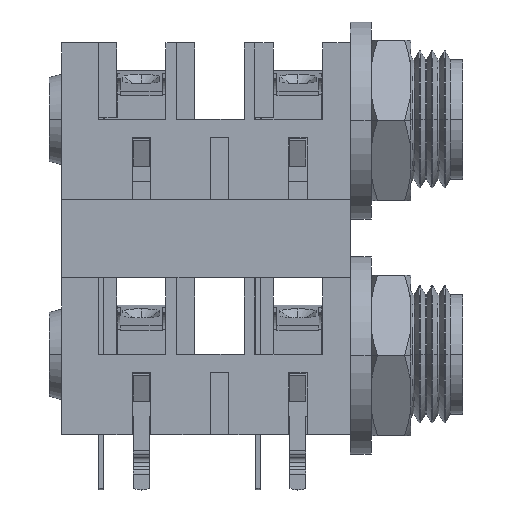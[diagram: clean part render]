
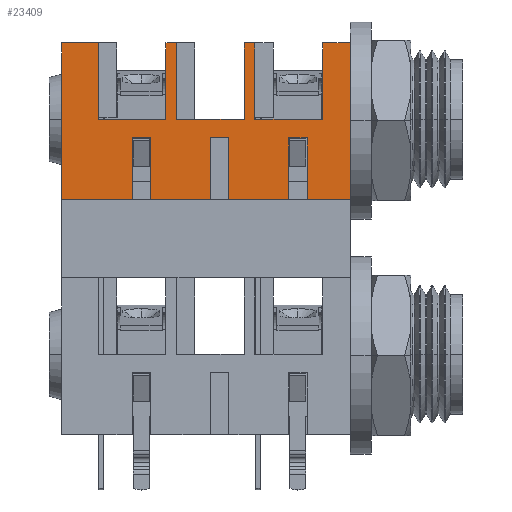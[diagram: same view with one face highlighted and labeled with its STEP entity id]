
A CAD part, front view. The second image highlights one B-rep face of the part: STEP entity #23409.
In plain terms, the highlighted planar face has unit normal (0, -1, 0).
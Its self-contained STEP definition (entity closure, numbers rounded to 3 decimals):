
#18198=CARTESIAN_POINT('',(342.64,126.922,15.825));
#18199=VERTEX_POINT('',#18198);
#18206=CARTESIAN_POINT('',(342.64,126.922,3.125));
#18207=VERTEX_POINT('',#18206);
#18208=CARTESIAN_POINT('',(342.64,126.922,3.125));
#18209=DIRECTION('',(0.0,0.0,1.0));
#18210=VECTOR('',#18209,12.7);
#18211=LINE('',#18208,#18210);
#18212=EDGE_CURVE('',#18207,#18199,#18211,.T.);
#18417=CARTESIAN_POINT('',(334.04,126.922,9.625));
#18418=VERTEX_POINT('',#18417);
#18425=CARTESIAN_POINT('',(334.04,126.922,15.825));
#18426=VERTEX_POINT('',#18425);
#18427=CARTESIAN_POINT('',(334.04,126.922,15.825));
#18428=DIRECTION('',(0.0,0.0,-1.0));
#18429=VECTOR('',#18428,6.2);
#18430=LINE('',#18427,#18429);
#18431=EDGE_CURVE('',#18426,#18418,#18430,.T.);
#18640=CARTESIAN_POINT('',(327.69,126.922,9.625));
#18641=VERTEX_POINT('',#18640);
#18648=CARTESIAN_POINT('',(327.69,126.922,15.825));
#18649=VERTEX_POINT('',#18648);
#18650=CARTESIAN_POINT('',(327.69,126.922,15.825));
#18651=DIRECTION('',(0.0,0.0,-1.0));
#18652=VECTOR('',#18651,6.2);
#18653=LINE('',#18650,#18652);
#18654=EDGE_CURVE('',#18649,#18641,#18653,.T.);
#18869=CARTESIAN_POINT('',(340.39,126.922,9.625));
#18870=VERTEX_POINT('',#18869);
#18877=CARTESIAN_POINT('',(340.39,126.922,15.825));
#18878=VERTEX_POINT('',#18877);
#18879=CARTESIAN_POINT('',(340.39,126.922,15.825));
#18880=DIRECTION('',(0.0,0.0,-1.0));
#18881=VECTOR('',#18880,6.2);
#18882=LINE('',#18879,#18881);
#18883=EDGE_CURVE('',#18878,#18870,#18882,.T.);
#20711=CARTESIAN_POINT('',(328.54,126.922,9.625));
#20712=VERTEX_POINT('',#20711);
#20719=CARTESIAN_POINT('',(334.04,126.922,9.625));
#20720=DIRECTION('',(-1.0,0.0,0.0));
#20721=VECTOR('',#20720,5.5);
#20722=LINE('',#20719,#20721);
#20723=EDGE_CURVE('',#18418,#20712,#20722,.T.);
#20775=CARTESIAN_POINT('',(322.19,126.922,9.625));
#20776=VERTEX_POINT('',#20775);
#20783=CARTESIAN_POINT('',(327.69,126.922,9.625));
#20784=DIRECTION('',(-1.0,0.0,0.0));
#20785=VECTOR('',#20784,5.5);
#20786=LINE('',#20783,#20785);
#20787=EDGE_CURVE('',#18641,#20776,#20786,.T.);
#20839=CARTESIAN_POINT('',(334.89,126.922,9.625));
#20840=VERTEX_POINT('',#20839);
#20847=CARTESIAN_POINT('',(340.39,126.922,9.625));
#20848=DIRECTION('',(-1.0,0.0,0.0));
#20849=VECTOR('',#20848,5.5);
#20850=LINE('',#20847,#20849);
#20851=EDGE_CURVE('',#18870,#20840,#20850,.T.);
#21124=CARTESIAN_POINT('',(339.14,126.922,3.125));
#21125=VERTEX_POINT('',#21124);
#21126=CARTESIAN_POINT('',(342.64,126.922,3.125));
#21127=DIRECTION('',(-1.0,0.0,0.0));
#21128=VECTOR('',#21127,3.5);
#21129=LINE('',#21126,#21128);
#21130=EDGE_CURVE('',#18207,#21125,#21129,.T.);
#21148=CARTESIAN_POINT('',(337.64,126.922,3.125));
#21149=VERTEX_POINT('',#21148);
#21156=CARTESIAN_POINT('',(332.79,126.922,3.125));
#21157=VERTEX_POINT('',#21156);
#21158=CARTESIAN_POINT('',(337.64,126.922,3.125));
#21159=DIRECTION('',(-1.0,0.0,0.0));
#21160=VECTOR('',#21159,4.85);
#21161=LINE('',#21158,#21160);
#21162=EDGE_CURVE('',#21149,#21157,#21161,.T.);
#21180=CARTESIAN_POINT('',(331.29,126.922,3.125));
#21181=VERTEX_POINT('',#21180);
#21188=CARTESIAN_POINT('',(326.44,126.922,3.125));
#21189=VERTEX_POINT('',#21188);
#21190=CARTESIAN_POINT('',(331.29,126.922,3.125));
#21191=DIRECTION('',(-1.0,0.0,0.0));
#21192=VECTOR('',#21191,4.85);
#21193=LINE('',#21190,#21192);
#21194=EDGE_CURVE('',#21181,#21189,#21193,.T.);
#21212=CARTESIAN_POINT('',(324.94,126.922,3.125));
#21213=VERTEX_POINT('',#21212);
#21220=CARTESIAN_POINT('',(319.24,126.922,3.125));
#21221=VERTEX_POINT('',#21220);
#21222=CARTESIAN_POINT('',(324.94,126.922,3.125));
#21223=DIRECTION('',(-1.0,0.0,0.0));
#21224=VECTOR('',#21223,5.7);
#21225=LINE('',#21222,#21224);
#21226=EDGE_CURVE('',#21213,#21221,#21225,.T.);
#21517=CARTESIAN_POINT('',(339.14,126.922,8.125));
#21518=VERTEX_POINT('',#21517);
#21525=CARTESIAN_POINT('',(337.64,126.922,8.125));
#21526=VERTEX_POINT('',#21525);
#21527=CARTESIAN_POINT('',(337.64,126.922,8.125));
#21528=DIRECTION('',(1.0,0.0,0.0));
#21529=VECTOR('',#21528,1.5);
#21530=LINE('',#21527,#21529);
#21531=EDGE_CURVE('',#21526,#21518,#21530,.T.);
#21557=CARTESIAN_POINT('',(326.44,126.922,8.125));
#21558=VERTEX_POINT('',#21557);
#21565=CARTESIAN_POINT('',(324.94,126.922,8.125));
#21566=VERTEX_POINT('',#21565);
#21567=CARTESIAN_POINT('',(324.94,126.922,8.125));
#21568=DIRECTION('',(1.0,0.0,0.0));
#21569=VECTOR('',#21568,1.5);
#21570=LINE('',#21567,#21569);
#21571=EDGE_CURVE('',#21566,#21558,#21570,.T.);
#21597=CARTESIAN_POINT('',(332.79,126.922,8.125));
#21598=VERTEX_POINT('',#21597);
#21605=CARTESIAN_POINT('',(331.29,126.922,8.125));
#21606=VERTEX_POINT('',#21605);
#21607=CARTESIAN_POINT('',(331.29,126.922,8.125));
#21608=DIRECTION('',(1.0,0.0,0.0));
#21609=VECTOR('',#21608,1.5);
#21610=LINE('',#21607,#21609);
#21611=EDGE_CURVE('',#21606,#21598,#21610,.T.);
#21707=CARTESIAN_POINT('',(339.14,126.922,8.125));
#21708=DIRECTION('',(0.0,0.0,-1.0));
#21709=VECTOR('',#21708,5.0);
#21710=LINE('',#21707,#21709);
#21711=EDGE_CURVE('',#21518,#21125,#21710,.T.);
#21789=CARTESIAN_POINT('',(326.44,126.922,8.125));
#21790=DIRECTION('',(0.0,0.0,-1.0));
#21791=VECTOR('',#21790,5.0);
#21792=LINE('',#21789,#21791);
#21793=EDGE_CURVE('',#21558,#21189,#21792,.T.);
#21871=CARTESIAN_POINT('',(332.79,126.922,8.125));
#21872=DIRECTION('',(0.0,0.0,-1.0));
#21873=VECTOR('',#21872,5.0);
#21874=LINE('',#21871,#21873);
#21875=EDGE_CURVE('',#21598,#21157,#21874,.T.);
#21996=CARTESIAN_POINT('',(319.24,126.922,15.825));
#21997=VERTEX_POINT('',#21996);
#22013=CARTESIAN_POINT('',(319.24,126.922,3.125));
#22014=DIRECTION('',(0.0,0.0,1.0));
#22015=VECTOR('',#22014,12.7);
#22016=LINE('',#22013,#22015);
#22017=EDGE_CURVE('',#21221,#21997,#22016,.T.);
#22090=CARTESIAN_POINT('',(331.29,126.922,3.125));
#22091=DIRECTION('',(0.0,0.0,1.0));
#22092=VECTOR('',#22091,5.0);
#22093=LINE('',#22090,#22092);
#22094=EDGE_CURVE('',#21181,#21606,#22093,.T.);
#22140=CARTESIAN_POINT('',(324.94,126.922,3.125));
#22141=DIRECTION('',(0.0,0.0,1.0));
#22142=VECTOR('',#22141,5.0);
#22143=LINE('',#22140,#22142);
#22144=EDGE_CURVE('',#21213,#21566,#22143,.T.);
#22190=CARTESIAN_POINT('',(337.64,126.922,3.125));
#22191=DIRECTION('',(0.0,0.0,1.0));
#22192=VECTOR('',#22191,5.0);
#22193=LINE('',#22190,#22192);
#22194=EDGE_CURVE('',#21149,#21526,#22193,.T.);
#23073=CARTESIAN_POINT('',(328.54,126.922,15.825));
#23074=VERTEX_POINT('',#23073);
#23081=CARTESIAN_POINT('',(328.54,126.922,9.625));
#23082=DIRECTION('',(0.0,0.0,1.0));
#23083=VECTOR('',#23082,6.2);
#23084=LINE('',#23081,#23083);
#23085=EDGE_CURVE('',#20712,#23074,#23084,.T.);
#23118=CARTESIAN_POINT('',(322.19,126.922,15.825));
#23119=VERTEX_POINT('',#23118);
#23126=CARTESIAN_POINT('',(322.19,126.922,9.625));
#23127=DIRECTION('',(0.0,0.0,1.0));
#23128=VECTOR('',#23127,6.2);
#23129=LINE('',#23126,#23128);
#23130=EDGE_CURVE('',#20776,#23119,#23129,.T.);
#23191=CARTESIAN_POINT('',(334.89,126.922,15.825));
#23192=VERTEX_POINT('',#23191);
#23199=CARTESIAN_POINT('',(334.89,126.922,9.625));
#23200=DIRECTION('',(0.0,0.0,1.0));
#23201=VECTOR('',#23200,6.2);
#23202=LINE('',#23199,#23201);
#23203=EDGE_CURVE('',#20840,#23192,#23202,.T.);
#23292=CARTESIAN_POINT('',(342.64,126.922,15.825));
#23293=DIRECTION('',(-1.0,0.0,0.0));
#23294=VECTOR('',#23293,2.25);
#23295=LINE('',#23292,#23294);
#23296=EDGE_CURVE('',#18199,#18878,#23295,.T.);
#23317=CARTESIAN_POINT('',(334.89,126.922,15.825));
#23318=DIRECTION('',(-1.0,0.0,0.0));
#23319=VECTOR('',#23318,0.85);
#23320=LINE('',#23317,#23319);
#23321=EDGE_CURVE('',#23192,#18426,#23320,.T.);
#23340=CARTESIAN_POINT('',(322.19,126.922,15.825));
#23341=DIRECTION('',(-1.0,0.0,0.0));
#23342=VECTOR('',#23341,2.95);
#23343=LINE('',#23340,#23342);
#23344=EDGE_CURVE('',#23119,#21997,#23343,.T.);
#23369=CARTESIAN_POINT('',(342.64,126.922,3.125));
#23370=DIRECTION('',(0.0,-1.0,0.0));
#23371=DIRECTION('',(0.0,0.0,-1.0));
#23372=AXIS2_PLACEMENT_3D('',#23369,#23370,#23371);
#23373=PLANE('',#23372);
#23374=ORIENTED_EDGE('',*,*,#21711,.T.);
#23375=ORIENTED_EDGE('',*,*,#21130,.F.);
#23376=ORIENTED_EDGE('',*,*,#18212,.T.);
#23377=ORIENTED_EDGE('',*,*,#23296,.T.);
#23378=ORIENTED_EDGE('',*,*,#18883,.T.);
#23379=ORIENTED_EDGE('',*,*,#20851,.T.);
#23380=ORIENTED_EDGE('',*,*,#23203,.T.);
#23381=ORIENTED_EDGE('',*,*,#23321,.T.);
#23382=ORIENTED_EDGE('',*,*,#18431,.T.);
#23383=ORIENTED_EDGE('',*,*,#20723,.T.);
#23384=ORIENTED_EDGE('',*,*,#23085,.T.);
#23385=CARTESIAN_POINT('',(328.54,126.922,15.825));
#23386=DIRECTION('',(-1.0,0.0,0.0));
#23387=VECTOR('',#23386,0.85);
#23388=LINE('',#23385,#23387);
#23389=EDGE_CURVE('',#23074,#18649,#23388,.T.);
#23390=ORIENTED_EDGE('',*,*,#23389,.T.);
#23391=ORIENTED_EDGE('',*,*,#18654,.T.);
#23392=ORIENTED_EDGE('',*,*,#20787,.T.);
#23393=ORIENTED_EDGE('',*,*,#23130,.T.);
#23394=ORIENTED_EDGE('',*,*,#23344,.T.);
#23395=ORIENTED_EDGE('',*,*,#22017,.F.);
#23396=ORIENTED_EDGE('',*,*,#21226,.F.);
#23397=ORIENTED_EDGE('',*,*,#22144,.T.);
#23398=ORIENTED_EDGE('',*,*,#21571,.T.);
#23399=ORIENTED_EDGE('',*,*,#21793,.T.);
#23400=ORIENTED_EDGE('',*,*,#21194,.F.);
#23401=ORIENTED_EDGE('',*,*,#22094,.T.);
#23402=ORIENTED_EDGE('',*,*,#21611,.T.);
#23403=ORIENTED_EDGE('',*,*,#21875,.T.);
#23404=ORIENTED_EDGE('',*,*,#21162,.F.);
#23405=ORIENTED_EDGE('',*,*,#22194,.T.);
#23406=ORIENTED_EDGE('',*,*,#21531,.T.);
#23407=EDGE_LOOP('',(#23374,#23375,#23376,#23377,#23378,#23379,#23380,#23381,#23382,#23383,#23384,#23390,#23391,#23392,#23393,#23394,#23395,#23396,#23397,#23398,#23399,#23400,#23401,#23402,#23403,#23404,#23405,#23406));
#23408=FACE_OUTER_BOUND('',#23407,.T.);
#23409=ADVANCED_FACE('',(#23408),#23373,.T.);
